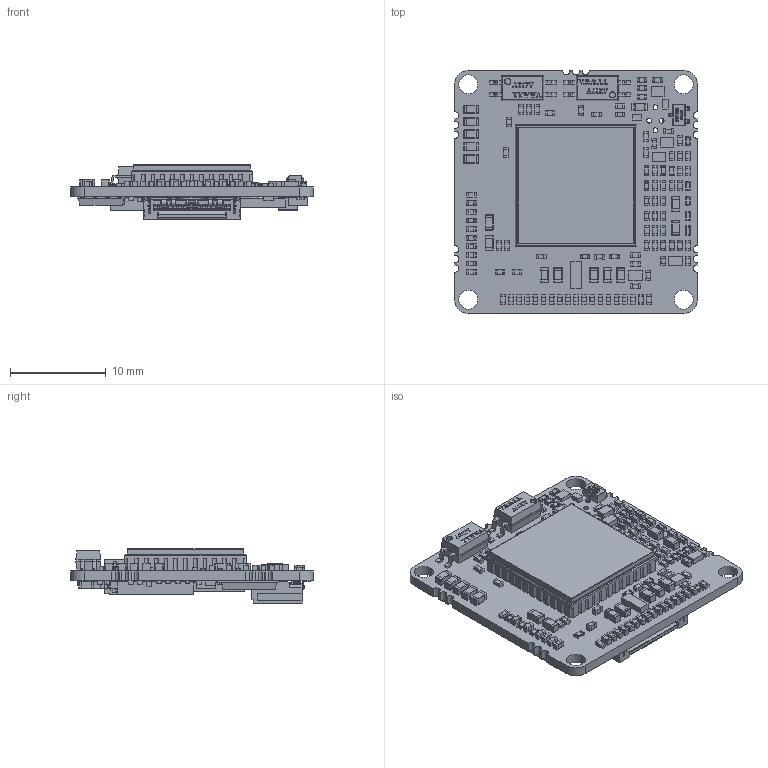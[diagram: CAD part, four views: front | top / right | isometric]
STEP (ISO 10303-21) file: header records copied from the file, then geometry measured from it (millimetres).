
FILE_DESCRIPTION(/* description */ (''),/* implementation_level */ '2;1');
FILE_NAME(/* name */ 'PCA-MQ-_MQ013CG-E2-FL-PCA_-Step-1A.stp',/* time_stamp */ '2018-07-11T08:10:07+02:00',/* author */ (''),/* organization */ (''),/* preprocessor_version */ 'ST-DEVELOPER v16',/* originating_system */ 'SIEMENS PLM Software NX 11.0',/* authorisation */ '');
FILE_SCHEMA (('AUTOMOTIVE_DESIGN { 1 0 10303 214 3 1 1 1 }'));
Products named in the file (265): Extruded129630; Extruded126351; Extruded119013; Extruded116642; Extruded116343; Extruded114201; Extruded113370; Extruded111419; Extruded111204; Extruded110989; Extruded110774; Extruded110139; Extruded109588; Extruded109373; User_Library-SOT323_(SC70-3)-1_Pins_1; User_Library-SOT323_(SC70-3)-1_K_X_F6rper_1; User_Library-SOT323_(SC70-3)-1_Beschriftung_1; Open CASCADE STEP translator 6.8 19.46.1.2; Open CASCADE STEP translator 6.8 19.46.1.1; Open CASCADE STEP translator 6.8 19.9.1.2; Extruded43175; Extruded38250; Extruded; EV76C560; SM04B-XSRS-ETB; SOT-563; EV76C560-rev.B; 0603_L; User_Library-VFQFPN8_(MLP8); 0805_L; FODM8801; ChipRes(0603); ChipCap(0201); ChipCap(0402); ChipCap(0603); ChipRes(0402); 0402_L; cap0402; Board; Free-Models ...
Assembly tree (436 placements, depth 4):
  PCA-MQ-_MQ013CG-E2-FL-PCA_-Step-1A_step
    Board
    C117
      cap0402
    C116
      cap0402
    C115
      cap0402
    C114
      cap0402
    C113
      cap0402
    C112
      cap0402
    C111
      cap0402
    C110
      cap0402
    C109
      cap0402
    C108
      cap0402
    L7
      0402_L
    C107
      cap0402
    C64
      cap0402
    C106
      cap0402
    C105
      cap0402
    C104
      cap0402
    C103
      cap0402
    C102
      cap0402
    C101
      cap0402
    C100
      cap0402
    C98
      cap0402
    C97
      cap0402
    C96
      cap0402
    C95
      cap0402
    U4
      5830808704
        Extruded
    U19
      6233459776
        Extruded38250
    R33
      ChipRes(0402)
    R26
      ChipRes(0402)
Bounding box: 25.4 x 25.4 x 5.69 mm (x, y, z)
Volume: 1607.1 mm3; surface area: 4857.6 mm2
Topology: 256 solids, 256 shells, 8920 faces, 22748 edges, 13789 vertices
Faces by surface type: plane 5775, cylinder 2052, sphere 748, bspline 309, torus 28, cone 8
Full cylindrical faces by diameter (mm): 0.5 x4, 2 x4
Entity records: 106735 total; most frequent: CARTESIAN_POINT 23270, ORIENTED_EDGE 16002, DIRECTION 14386, EDGE_CURVE 8001, LINE 6084, VECTOR 6084, VERTEX_POINT 5241, AXIS2_PLACEMENT_3D 4151
